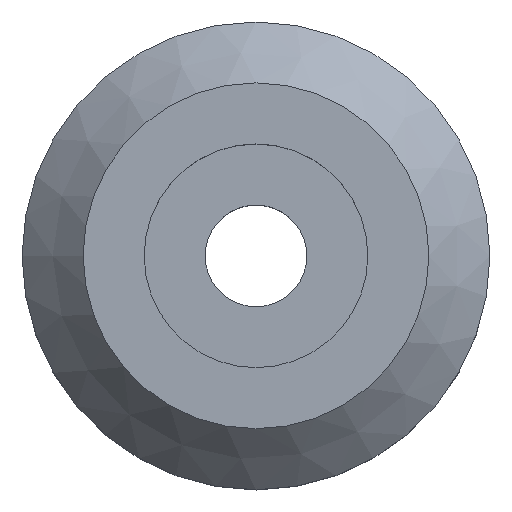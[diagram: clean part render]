
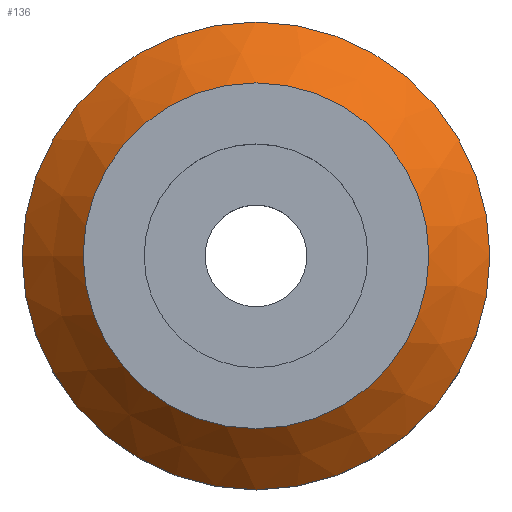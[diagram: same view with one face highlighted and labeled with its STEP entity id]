
A CAD part, top view. The second image highlights one B-rep face of the part: STEP entity #136.
In plain terms, the highlighted conical face has half-angle 45 degrees and reference radius 20 mm.
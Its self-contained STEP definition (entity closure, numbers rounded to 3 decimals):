
#30=FACE_OUTER_BOUND('',#41,.T.);
#41=EDGE_LOOP('',(#109,#110,#111,#112));
#53=LINE('',#242,#59);
#59=VECTOR('',#199,20.);
#65=CIRCLE('',#161,23.);
#67=CIRCLE('',#165,17.);
#75=VERTEX_POINT('',#233);
#77=VERTEX_POINT('',#240);
#86=EDGE_CURVE('',#75,#75,#65,.T.);
#89=EDGE_CURVE('',#77,#77,#67,.T.);
#90=EDGE_CURVE('',#77,#75,#53,.T.);
#109=ORIENTED_EDGE('',*,*,#89,.T.);
#110=ORIENTED_EDGE('',*,*,#90,.T.);
#111=ORIENTED_EDGE('',*,*,#86,.T.);
#112=ORIENTED_EDGE('',*,*,#90,.F.);
#132=CONICAL_SURFACE('',#164,20.,0.785);
#136=ADVANCED_FACE('',(#30),#132,.T.);
#161=AXIS2_PLACEMENT_3D('',#234,#188,#189);
#164=AXIS2_PLACEMENT_3D('',#239,#195,#196);
#165=AXIS2_PLACEMENT_3D('',#241,#197,#198);
#188=DIRECTION('center_axis',(0.,0.,1.));
#189=DIRECTION('ref_axis',(1.,0.,0.));
#195=DIRECTION('center_axis',(0.,0.,-1.));
#196=DIRECTION('ref_axis',(1.,0.,0.));
#197=DIRECTION('center_axis',(0.,0.,-1.));
#198=DIRECTION('ref_axis',(1.,0.,0.));
#199=DIRECTION('',(-0.707,0.,-0.707));
#233=CARTESIAN_POINT('',(-23.,0.,6.));
#234=CARTESIAN_POINT('Origin',(0.,0.,6.));
#239=CARTESIAN_POINT('Origin',(0.,0.,9.));
#240=CARTESIAN_POINT('',(-17.,0.,12.));
#241=CARTESIAN_POINT('Origin',(0.,0.,12.));
#242=CARTESIAN_POINT('',(-20.,0.,9.));
